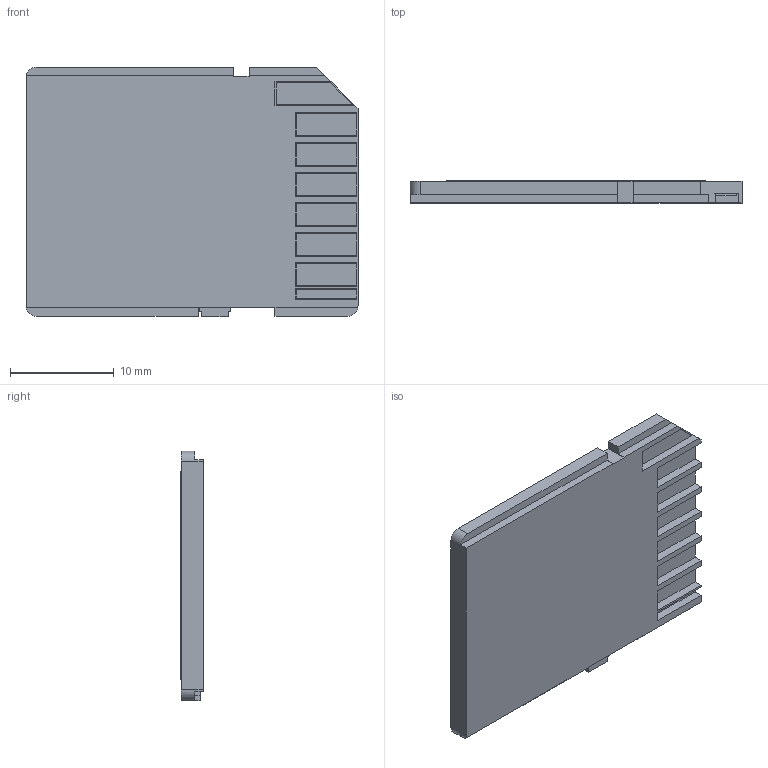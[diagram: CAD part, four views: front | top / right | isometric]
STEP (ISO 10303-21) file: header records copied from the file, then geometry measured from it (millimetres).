
FILE_DESCRIPTION (( 'STEP AP203' ), '1' );
FILE_NAME ('1248-Z1P-A SD card.STEP', '2013-09-23T14:21:14', ( 'The M瞁潎in' ), ( '' ), 'SwSTEP 2.0', 'SolidWorks 2013', '' );
FILE_SCHEMA (( 'CONFIG_CONTROL_DESIGN' ));
Length unit declared in the file: millimetre
Products named in the file (1): 1248-Z1P-A SD card
Bounding box: 32 x 2.15 x 24.05 mm (x, y, z)
Volume: 1489.7 mm3; surface area: 1871.8 mm2
Topology: 1 solids, 1 shells, 154 faces, 417 edges, 278 vertices
Faces by surface type: plane 136, bspline 12, cylinder 6
Entity records: 5305 total; most frequent: CARTESIAN_POINT 1406, ORIENTED_EDGE 834, DIRECTION 694, EDGE_CURVE 417, VECTOR 378, LINE 378, VERTEX_POINT 278, EDGE_LOOP 167
